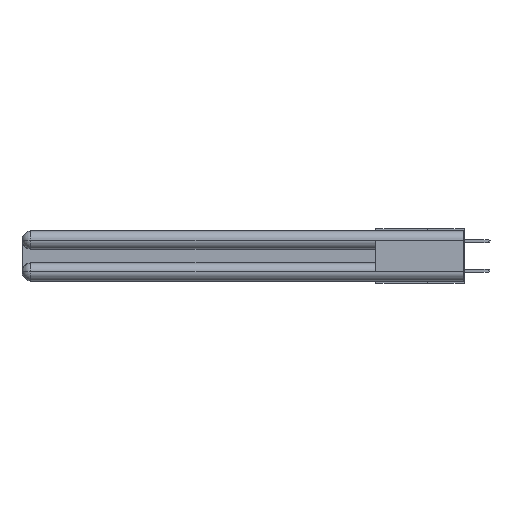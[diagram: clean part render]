
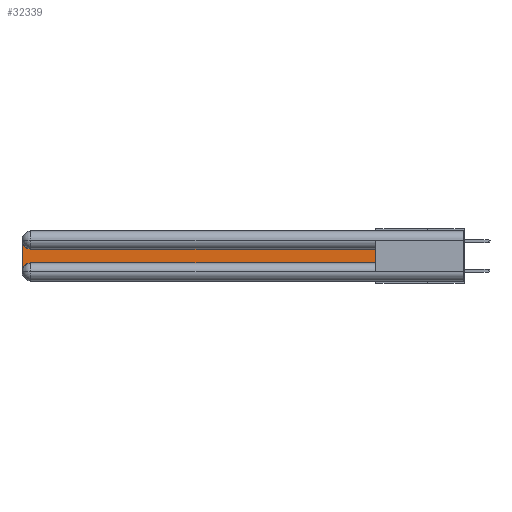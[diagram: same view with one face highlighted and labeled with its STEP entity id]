
A CAD part, left-side view. The second image highlights one B-rep face of the part: STEP entity #32339.
In plain terms, the highlighted planar face has unit normal (-1, 0, 0).
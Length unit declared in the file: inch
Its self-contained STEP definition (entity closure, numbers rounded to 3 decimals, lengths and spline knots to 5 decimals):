
#638 = LINE ( 'NONE', #1312, #5360 ) ;
#802 = ORIENTED_EDGE ( 'NONE', *, *, #30633, .T. ) ;
#1132 = DIRECTION ( 'NONE',  ( 0., 0., -1. ) ) ;
#1312 = CARTESIAN_POINT ( 'NONE',  ( 0.075, 3., -0.2175 ) ) ;
#1349 = CIRCLE ( 'NONE', #9312, 0.06 ) ;
#2489 = DIRECTION ( 'NONE',  ( 1., 0., 0. ) ) ;
#2612 = EDGE_CURVE ( 'NONE', #12971, #22987, #10880, .T. ) ;
#3547 = ORIENTED_EDGE ( 'NONE', *, *, #15031, .T. ) ;
#4263 = CARTESIAN_POINT ( 'NONE',  ( 0.075, 0.6, -0.1225 ) ) ;
#4522 = ORIENTED_EDGE ( 'NONE', *, *, #29738, .T. ) ;
#4535 = VERTEX_POINT ( 'NONE', #18478 ) ;
#5360 = VECTOR ( 'NONE', #17414, 39.37008 ) ;
#6526 = ORIENTED_EDGE ( 'NONE', *, *, #10785, .T. ) ;
#6876 = ORIENTED_EDGE ( 'NONE', *, *, #2612, .T. ) ;
#7476 = CARTESIAN_POINT ( 'NONE',  ( 0.075, 0.6, -0.2175 ) ) ;
#8160 = CARTESIAN_POINT ( 'NONE',  ( 0.075, 3., -0.1225 ) ) ;
#8627 = DIRECTION ( 'NONE',  ( 0., 0., -1. ) ) ;
#9295 = EDGE_CURVE ( 'NONE', #4535, #14805, #24989, .T. ) ;
#9312 = AXIS2_PLACEMENT_3D ( 'NONE', #32384, #2489, #21555 ) ;
#9351 = DIRECTION ( 'NONE',  ( 0., 0., 1. ) ) ;
#10150 = EDGE_LOOP ( 'NONE', ( #16465, #6526, #802, #3547, #6876, #4522 ) ) ;
#10785 = EDGE_CURVE ( 'NONE', #14805, #19544, #20855, .T. ) ;
#10880 = LINE ( 'NONE', #7476, #32162 ) ;
#12971 = VERTEX_POINT ( 'NONE', #33655 ) ;
#13334 = FACE_OUTER_BOUND ( 'NONE', #10150, .T. ) ;
#14370 = CARTESIAN_POINT ( 'NONE',  ( 0.075, 2.94, -0.0625 ) ) ;
#14484 = CARTESIAN_POINT ( 'NONE',  ( 0.075, 3., -0.0625 ) ) ;
#14805 = VERTEX_POINT ( 'NONE', #28152 ) ;
#15031 = EDGE_CURVE ( 'NONE', #17097, #12971, #1349, .T. ) ;
#16465 = ORIENTED_EDGE ( 'NONE', *, *, #9295, .T. ) ;
#16876 = VECTOR ( 'NONE', #31930, 39.37008 ) ;
#17097 = VERTEX_POINT ( 'NONE', #30515 ) ;
#17414 = DIRECTION ( 'NONE',  ( 0., 0., -1. ) ) ;
#18274 = DIRECTION ( 'NONE',  ( 0., -1., 0. ) ) ;
#18478 = CARTESIAN_POINT ( 'NONE',  ( 0.075, 0.6, -0.1225 ) ) ;
#18626 = AXIS2_PLACEMENT_3D ( 'NONE', #14370, #33408, #1132 ) ;
#19544 = VERTEX_POINT ( 'NONE', #14484 ) ;
#20478 = CARTESIAN_POINT ( 'NONE',  ( 0.075, 0.6, -0.2175 ) ) ;
#20665 = CARTESIAN_POINT ( 'NONE',  ( 0.075, 0.6, -0.2175 ) ) ;
#20855 = CIRCLE ( 'NONE', #18626, 0.06 ) ;
#21555 = DIRECTION ( 'NONE',  ( 0., 0., -1. ) ) ;
#22482 = VECTOR ( 'NONE', #9351, 39.37008 ) ;
#22987 = VERTEX_POINT ( 'NONE', #20478 ) ;
#24481 = PLANE ( 'NONE',  #27523 ) ;
#24722 = DIRECTION ( 'NONE',  ( 1., 0., 0. ) ) ;
#24989 = LINE ( 'NONE', #4263, #16876 ) ;
#27523 = AXIS2_PLACEMENT_3D ( 'NONE', #8160, #24722, #8627 ) ;
#28152 = CARTESIAN_POINT ( 'NONE',  ( 0.075, 2.94, -0.1225 ) ) ;
#28875 = LINE ( 'NONE', #20665, #22482 ) ;
#29738 = EDGE_CURVE ( 'NONE', #22987, #4535, #28875, .T. ) ;
#30515 = CARTESIAN_POINT ( 'NONE',  ( 0.075, 3., -0.2775 ) ) ;
#30633 = EDGE_CURVE ( 'NONE', #19544, #17097, #638, .T. ) ;
#31930 = DIRECTION ( 'NONE',  ( 0., 1., 0. ) ) ;
#32162 = VECTOR ( 'NONE', #18274, 39.37008 ) ;
#32339 = ADVANCED_FACE ( 'NONE', ( #13334 ), #24481, .F. ) ;
#32384 = CARTESIAN_POINT ( 'NONE',  ( 0.075, 2.94, -0.2775 ) ) ;
#33408 = DIRECTION ( 'NONE',  ( 1., 0., 0. ) ) ;
#33655 = CARTESIAN_POINT ( 'NONE',  ( 0.075, 2.94, -0.2175 ) ) ;
